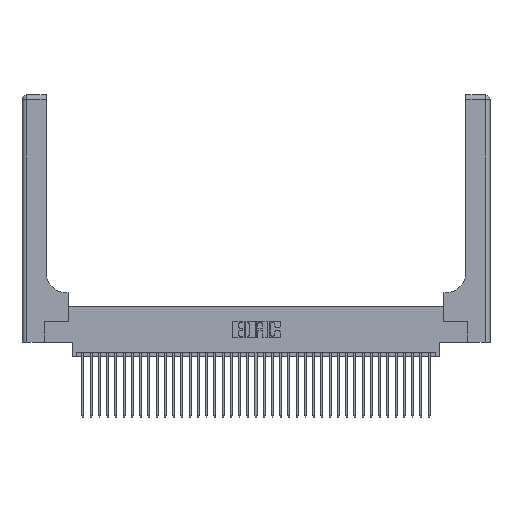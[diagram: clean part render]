
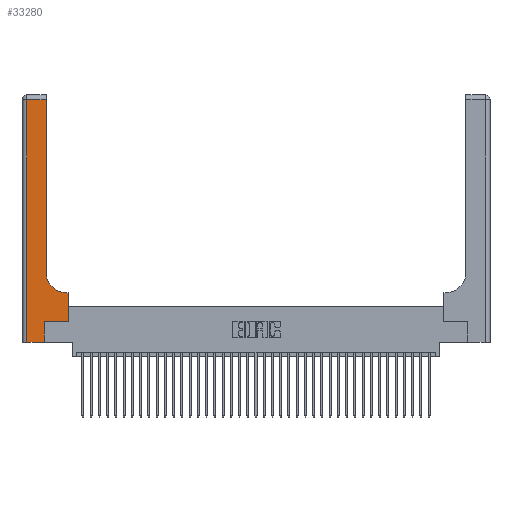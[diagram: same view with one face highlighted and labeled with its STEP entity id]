
A CAD part, top view. The second image highlights one B-rep face of the part: STEP entity #33280.
In plain terms, the highlighted planar face has unit normal (0, 0, 1).
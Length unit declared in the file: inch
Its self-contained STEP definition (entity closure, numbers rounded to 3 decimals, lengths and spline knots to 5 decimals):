
#514 = ORIENTED_EDGE ( 'NONE', *, *, #25622, .T. ) ;
#710 = LINE ( 'NONE', #29813, #5453 ) ;
#1007 = ORIENTED_EDGE ( 'NONE', *, *, #19828, .T. ) ;
#2217 = ORIENTED_EDGE ( 'NONE', *, *, #3265, .T. ) ;
#2516 = CARTESIAN_POINT ( 'NONE',  ( 0., 2.94, 0.37 ) ) ;
#2930 = VERTEX_POINT ( 'NONE', #6897 ) ;
#3265 = EDGE_CURVE ( 'NONE', #29481, #30789, #5340, .T. ) ;
#3458 = VERTEX_POINT ( 'NONE', #28882 ) ;
#3756 = DIRECTION ( 'NONE',  ( 0., 1., 0. ) ) ;
#3777 = VECTOR ( 'NONE', #28382, 39.37008 ) ;
#4051 = CARTESIAN_POINT ( 'NONE',  ( 0.06, 2.94, 0.37 ) ) ;
#5340 = LINE ( 'NONE', #38347, #14311 ) ;
#5453 = VECTOR ( 'NONE', #5487, 39.37008 ) ;
#5487 = DIRECTION ( 'NONE',  ( 1., 0., 0. ) ) ;
#5967 = VECTOR ( 'NONE', #11366, 39.37008 ) ;
#5994 = ORIENTED_EDGE ( 'NONE', *, *, #10700, .T. ) ;
#6669 = CARTESIAN_POINT ( 'NONE',  ( 0.269, 0.25, 0.37 ) ) ;
#6897 = CARTESIAN_POINT ( 'NONE',  ( 0.06, 0., 0.37 ) ) ;
#8444 = ORIENTED_EDGE ( 'NONE', *, *, #25930, .T. ) ;
#9317 = CARTESIAN_POINT ( 'NONE',  ( 0.2915, 2.94, 0.37 ) ) ;
#9406 = FACE_OUTER_BOUND ( 'NONE', #27679, .T. ) ;
#9412 = PLANE ( 'NONE',  #15693 ) ;
#9437 = EDGE_CURVE ( 'NONE', #26957, #2930, #20651, .T. ) ;
#10687 = VECTOR ( 'NONE', #34925, 39.37008 ) ;
#10700 = EDGE_CURVE ( 'NONE', #2930, #17912, #710, .T. ) ;
#11366 = DIRECTION ( 'NONE',  ( -1., 0., 0. ) ) ;
#12780 = VERTEX_POINT ( 'NONE', #9317 ) ;
#12786 = CIRCLE ( 'NONE', #21304, 0.25 ) ;
#13274 = LINE ( 'NONE', #36845, #25996 ) ;
#14121 = LINE ( 'NONE', #16694, #3777 ) ;
#14143 = VERTEX_POINT ( 'NONE', #6669 ) ;
#14181 = EDGE_CURVE ( 'NONE', #27090, #12780, #14121, .T. ) ;
#14311 = VECTOR ( 'NONE', #28028, 39.37008 ) ;
#15202 = DIRECTION ( 'NONE',  ( 0., 0., -1. ) ) ;
#15693 = AXIS2_PLACEMENT_3D ( 'NONE', #36319, #15202, #33565 ) ;
#16410 = VECTOR ( 'NONE', #29239, 39.37008 ) ;
#16694 = CARTESIAN_POINT ( 'NONE',  ( 0.2915, 3., 0.37 ) ) ;
#16925 = CARTESIAN_POINT ( 'NONE',  ( 0.5585, 0.25, 0.37 ) ) ;
#17912 = VERTEX_POINT ( 'NONE', #26455 ) ;
#19828 = EDGE_CURVE ( 'NONE', #12780, #26957, #32287, .T. ) ;
#20277 = EDGE_CURVE ( 'NONE', #3458, #29481, #36501, .T. ) ;
#20651 = LINE ( 'NONE', #34877, #16410 ) ;
#21304 = AXIS2_PLACEMENT_3D ( 'NONE', #29609, #26722, #29740 ) ;
#22252 = ORIENTED_EDGE ( 'NONE', *, *, #14181, .T. ) ;
#23764 = CARTESIAN_POINT ( 'NONE',  ( 0.5415, 0.6, 0.37 ) ) ;
#24323 = DIRECTION ( 'NONE',  ( 1., 0., 0. ) ) ;
#25622 = EDGE_CURVE ( 'NONE', #17912, #14143, #13274, .T. ) ;
#25730 = CARTESIAN_POINT ( 'NONE',  ( 0.2915, 0.85, 0.37 ) ) ;
#25826 = CARTESIAN_POINT ( 'NONE',  ( 0.5585, 0.6, 0.37 ) ) ;
#25930 = EDGE_CURVE ( 'NONE', #30789, #27090, #12786, .T. ) ;
#25972 = VECTOR ( 'NONE', #24323, 39.37008 ) ;
#25996 = VECTOR ( 'NONE', #3756, 39.37008 ) ;
#26455 = CARTESIAN_POINT ( 'NONE',  ( 0.269, 0., 0.37 ) ) ;
#26722 = DIRECTION ( 'NONE',  ( 0., 0., -1. ) ) ;
#26957 = VERTEX_POINT ( 'NONE', #4051 ) ;
#27090 = VERTEX_POINT ( 'NONE', #25730 ) ;
#27679 = EDGE_LOOP ( 'NONE', ( #22252, #1007, #33933, #5994, #514, #30062, #29818, #2217, #8444 ) ) ;
#28028 = DIRECTION ( 'NONE',  ( -1., 0., 0. ) ) ;
#28382 = DIRECTION ( 'NONE',  ( 0., 1., 0. ) ) ;
#28882 = CARTESIAN_POINT ( 'NONE',  ( 0.5585, 0.25, 0.37 ) ) ;
#29239 = DIRECTION ( 'NONE',  ( 0., -1., 0. ) ) ;
#29481 = VERTEX_POINT ( 'NONE', #25826 ) ;
#29609 = CARTESIAN_POINT ( 'NONE',  ( 0.5415, 0.85, 0.37 ) ) ;
#29740 = DIRECTION ( 'NONE',  ( 1., 0., 0. ) ) ;
#29813 = CARTESIAN_POINT ( 'NONE',  ( 0., 0., 0.37 ) ) ;
#29818 = ORIENTED_EDGE ( 'NONE', *, *, #20277, .T. ) ;
#30062 = ORIENTED_EDGE ( 'NONE', *, *, #37469, .T. ) ;
#30789 = VERTEX_POINT ( 'NONE', #23764 ) ;
#32287 = LINE ( 'NONE', #2516, #5967 ) ;
#33280 = ADVANCED_FACE ( 'NONE', ( #9406 ), #9412, .F. ) ;
#33565 = DIRECTION ( 'NONE',  ( -1., 0., 0. ) ) ;
#33933 = ORIENTED_EDGE ( 'NONE', *, *, #9437, .T. ) ;
#34876 = LINE ( 'NONE', #36414, #25972 ) ;
#34877 = CARTESIAN_POINT ( 'NONE',  ( 0.06, 3., 0.37 ) ) ;
#34925 = DIRECTION ( 'NONE',  ( 0., 1., 0. ) ) ;
#36319 = CARTESIAN_POINT ( 'NONE',  ( 0., 3., 0.37 ) ) ;
#36414 = CARTESIAN_POINT ( 'NONE',  ( 0.269, 0.25, 0.37 ) ) ;
#36501 = LINE ( 'NONE', #16925, #10687 ) ;
#36845 = CARTESIAN_POINT ( 'NONE',  ( 0.269, 0., 0.37 ) ) ;
#37469 = EDGE_CURVE ( 'NONE', #14143, #3458, #34876, .T. ) ;
#38347 = CARTESIAN_POINT ( 'NONE',  ( 0.2915, 0.6, 0.37 ) ) ;
